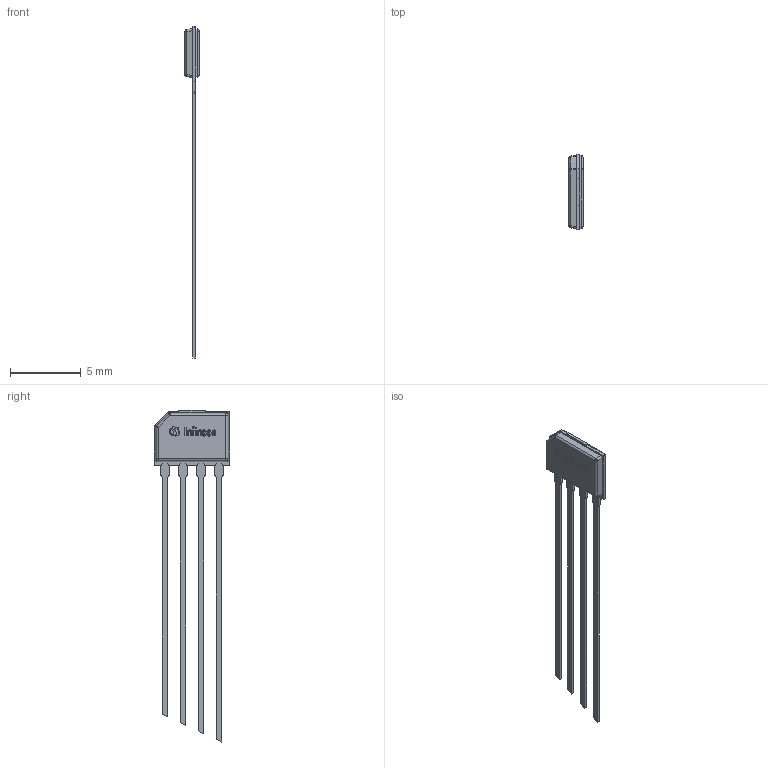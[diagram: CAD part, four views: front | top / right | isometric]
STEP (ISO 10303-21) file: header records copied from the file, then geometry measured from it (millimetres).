
FILE_DESCRIPTION(/* description */ (''),/* implementation_level */ '2;1');
FILE_NAME(/* name */ 'PG-SSO-4-1_Z8B00004177_V05_3D.stp',/* time_stamp */ '2022-02-28T19:34:02+05:00',/* author */ ('janartha'),/* organization */ (''),/* preprocessor_version */ 'ST-DEVELOPER v16.13',/* originating_system */ 'AutoCAD Mechanical',/* authorisation */ '');
FILE_SCHEMA (('AUTOMOTIVE_DESIGN { 1 0 10303 214 3 1 1 }'));
Length unit declared in the file: millimetre
Products named in the file (1): Product
Bounding box: 1 x 5.34 x 23.39 mm (x, y, z)
Volume: 23.4 mm3; surface area: 215.6 mm2
Topology: 19 solids, 19 shells, 249 faces, 603 edges, 392 vertices
Faces by surface type: plane 172, cylinder 49, bspline 18, sphere 10
Full cylindrical faces by diameter (mm): 0.102 x1, 0.204 x1
Entity records: 7389 total; most frequent: CARTESIAN_POINT 1617, ORIENTED_EDGE 1202, DIRECTION 1127, EDGE_CURVE 601, LINE 467, VECTOR 467, VERTEX_POINT 392, AXIS2_PLACEMENT_3D 330
